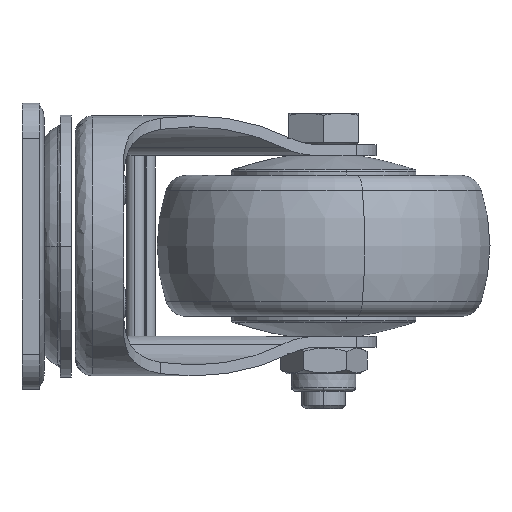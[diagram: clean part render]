
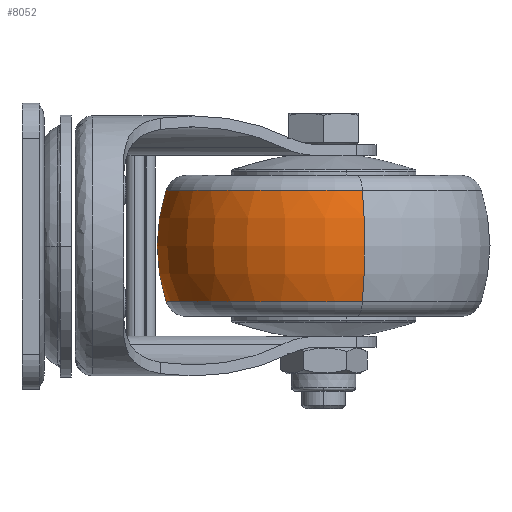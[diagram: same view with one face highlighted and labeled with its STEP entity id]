
A CAD part, left-side view. The second image highlights one B-rep face of the part: STEP entity #8052.
In plain terms, the highlighted toroidal (fillet/blend) face has major radius 0.321 mm and minor radius 38.321 mm.
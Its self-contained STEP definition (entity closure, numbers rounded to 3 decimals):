
#178 = CARTESIAN_POINT ( 'NONE',  ( -2.946, 0., 0.321 ) ) ;
#200 = CARTESIAN_POINT ( 'NONE',  ( -2.946, 0., -0.321 ) ) ;
#488 = DIRECTION ( 'NONE',  ( 0., 1., 0. ) ) ;
#608 = EDGE_LOOP ( 'NONE', ( #8305, #9861, #2525, #10825 ) ) ;
#651 = VERTEX_POINT ( 'NONE', #6422 ) ;
#654 = CARTESIAN_POINT ( 'NONE',  ( 9.704, 0., 0. ) ) ;
#1253 = AXIS2_PLACEMENT_3D ( 'NONE', #178, #488, #8751 ) ;
#1596 = DIRECTION ( 'NONE',  ( 0., 0., 1. ) ) ;
#2518 = CARTESIAN_POINT ( 'NONE',  ( -15.597, 0., 0. ) ) ;
#2525 = ORIENTED_EDGE ( 'NONE', *, *, #7463, .F. ) ;
#2588 = DIRECTION ( 'NONE',  ( -1., 0., 0. ) ) ;
#2869 = AXIS2_PLACEMENT_3D ( 'NONE', #2518, #2588, #3564 ) ;
#2893 = TOROIDAL_SURFACE ( 'NONE', #6736, -0.321, 38.321 ) ;
#3083 = CARTESIAN_POINT ( 'NONE',  ( -15.597, 0., -35.852 ) ) ;
#3564 = DIRECTION ( 'NONE',  ( 0., 0., 1. ) ) ;
#3802 = DIRECTION ( 'NONE',  ( -1., 0., 0. ) ) ;
#4187 = EDGE_CURVE ( 'NONE', #651, #6064, #13786, .T. ) ;
#4960 = CIRCLE ( 'NONE', #12118, 35.852 ) ;
#5545 = DIRECTION ( 'NONE',  ( -1., 0., 0. ) ) ;
#6064 = VERTEX_POINT ( 'NONE', #3083 ) ;
#6422 = CARTESIAN_POINT ( 'NONE',  ( 9.704, 0., -35.852 ) ) ;
#6736 = AXIS2_PLACEMENT_3D ( 'NONE', #13566, #3802, #8853 ) ;
#7298 = VERTEX_POINT ( 'NONE', #9258 ) ;
#7463 = EDGE_CURVE ( 'NONE', #7776, #6064, #9019, .T. ) ;
#7687 = AXIS2_PLACEMENT_3D ( 'NONE', #200, #7728, #12606 ) ;
#7728 = DIRECTION ( 'NONE',  ( 0., -1., 0. ) ) ;
#7776 = VERTEX_POINT ( 'NONE', #13077 ) ;
#8052 = ADVANCED_FACE ( 'NONE', ( #11178 ), #2893, .T. ) ;
#8305 = ORIENTED_EDGE ( 'NONE', *, *, #8447, .T. ) ;
#8447 = EDGE_CURVE ( 'NONE', #7298, #651, #4960, .T. ) ;
#8751 = DIRECTION ( 'NONE',  ( 0., 0., 1. ) ) ;
#8853 = DIRECTION ( 'NONE',  ( 0., 0., 1. ) ) ;
#9019 = CIRCLE ( 'NONE', #2869, 35.852 ) ;
#9258 = CARTESIAN_POINT ( 'NONE',  ( 9.704, 0., 35.852 ) ) ;
#9861 = ORIENTED_EDGE ( 'NONE', *, *, #4187, .T. ) ;
#10825 = ORIENTED_EDGE ( 'NONE', *, *, #12495, .F. ) ;
#11178 = FACE_OUTER_BOUND ( 'NONE', #608, .T. ) ;
#12118 = AXIS2_PLACEMENT_3D ( 'NONE', #654, #5545, #1596 ) ;
#12495 = EDGE_CURVE ( 'NONE', #7298, #7776, #15641, .T. ) ;
#12606 = DIRECTION ( 'NONE',  ( 0., 0., -1. ) ) ;
#13077 = CARTESIAN_POINT ( 'NONE',  ( -15.597, 0., 35.852 ) ) ;
#13566 = CARTESIAN_POINT ( 'NONE',  ( -2.946, 0., 0. ) ) ;
#13786 = CIRCLE ( 'NONE', #1253, 38.321 ) ;
#15641 = CIRCLE ( 'NONE', #7687, 38.321 ) ;
